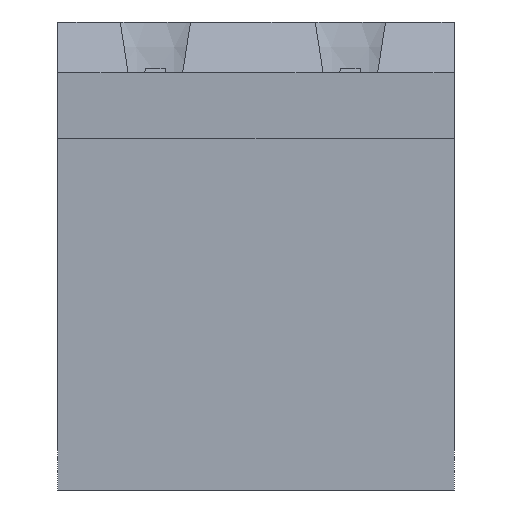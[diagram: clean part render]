
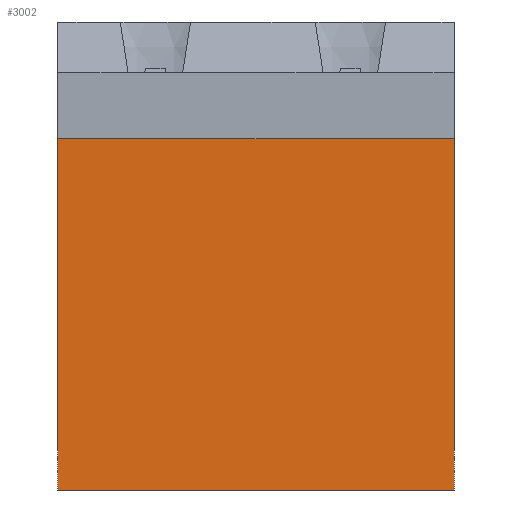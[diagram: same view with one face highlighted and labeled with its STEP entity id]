
A CAD part, front view. The second image highlights one B-rep face of the part: STEP entity #3002.
In plain terms, the highlighted planar face has unit normal (0, -1, 0).
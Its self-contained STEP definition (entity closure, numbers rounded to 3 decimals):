
#401=ORIENTED_EDGE('',*,*,#1200,.T.);
#402=ORIENTED_EDGE('',*,*,#1054,.T.);
#403=ORIENTED_EDGE('',*,*,#1215,.T.);
#404=ORIENTED_EDGE('',*,*,#1231,.T.);
#1054=EDGE_CURVE('',#1496,#1495,#1779,.T.);
#1200=EDGE_CURVE('',#1618,#1496,#1911,.T.);
#1215=EDGE_CURVE('',#1495,#1628,#1926,.T.);
#1231=EDGE_CURVE('',#1628,#1618,#1940,.T.);
#1495=VERTEX_POINT('',#4269);
#1496=VERTEX_POINT('',#4271);
#1618=VERTEX_POINT('',#4569);
#1628=VERTEX_POINT('',#4594);
#1779=LINE('',#4270,#2128);
#1911=LINE('',#4568,#2260);
#1926=LINE('',#4595,#2275);
#1940=LINE('',#4621,#2289);
#2128=VECTOR('',#3424,1000.);
#2260=VECTOR('',#3628,1000.);
#2275=VECTOR('',#3645,1000.);
#2289=VECTOR('',#3671,1000.);
#2505=EDGE_LOOP('',(#401,#402,#403,#404));
#2690=FACE_BOUND('',#2505,.T.);
#2873=PLANE('',#3214);
#3002=ADVANCED_FACE('',(#2690),#2873,.T.);
#3214=AXIS2_PLACEMENT_3D('',#4622,#3672,#3673);
#3424=DIRECTION('',(1.,0.,0.));
#3628=DIRECTION('',(0.,0.,-1.));
#3645=DIRECTION('',(0.,0.,1.));
#3671=DIRECTION('',(-1.,0.,0.));
#3672=DIRECTION('',(0.,-1.,0.));
#3673=DIRECTION('',(0.,0.,-1.));
#4269=CARTESIAN_POINT('',(5.08,0.7,-6.));
#4270=CARTESIAN_POINT('',(-5.08,0.7,-6.));
#4271=CARTESIAN_POINT('',(-5.08,0.7,-6.));
#4568=CARTESIAN_POINT('',(-5.08,0.7,3.));
#4569=CARTESIAN_POINT('',(-5.08,0.7,3.));
#4594=CARTESIAN_POINT('',(5.08,0.7,3.));
#4595=CARTESIAN_POINT('',(5.08,0.7,-6.));
#4621=CARTESIAN_POINT('',(5.08,0.7,3.));
#4622=CARTESIAN_POINT('',(0.,0.7,0.));
